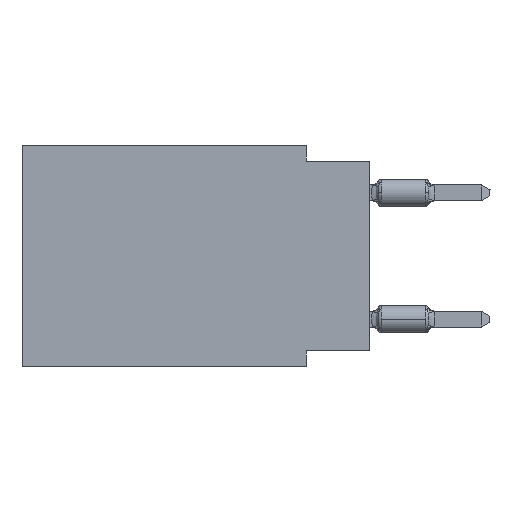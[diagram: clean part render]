
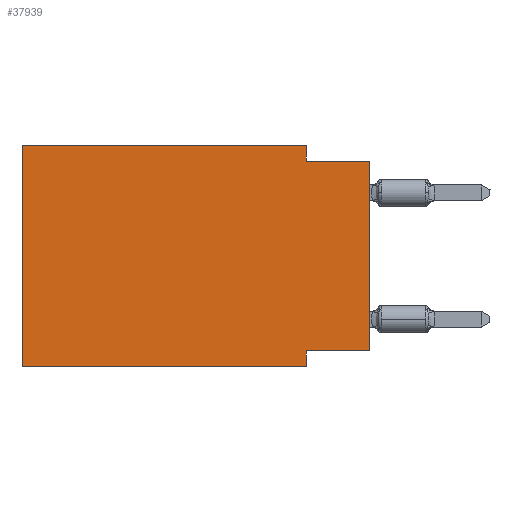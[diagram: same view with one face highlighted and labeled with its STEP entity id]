
A CAD part, left-side view. The second image highlights one B-rep face of the part: STEP entity #37939.
In plain terms, the highlighted planar face has unit normal (-1, 0, 0).
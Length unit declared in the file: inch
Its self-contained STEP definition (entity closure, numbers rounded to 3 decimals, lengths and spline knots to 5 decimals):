
#397 = EDGE_CURVE ( 'NONE', #20458, #17347, #26445, .T. ) ;
#628 = FACE_OUTER_BOUND ( 'NONE', #19205, .T. ) ;
#1097 = LINE ( 'NONE', #1295, #6538 ) ;
#1295 = CARTESIAN_POINT ( 'NONE',  ( 0., 0.1, -0.35 ) ) ;
#1340 = CARTESIAN_POINT ( 'NONE',  ( 0., 0.55, -0.35 ) ) ;
#1355 = ORIENTED_EDGE ( 'NONE', *, *, #5138, .F. ) ;
#1494 = LINE ( 'NONE', #7096, #3617 ) ;
#2395 = EDGE_CURVE ( 'NONE', #14066, #20458, #24515, .T. ) ;
#3005 = EDGE_CURVE ( 'NONE', #30135, #21606, #26764, .T. ) ;
#3617 = VECTOR ( 'NONE', #7280, 39.37008 ) ;
#5138 = EDGE_CURVE ( 'NONE', #27188, #12054, #1097, .T. ) ;
#5633 = ORIENTED_EDGE ( 'NONE', *, *, #2395, .F. ) ;
#6538 = VECTOR ( 'NONE', #7268, 39.37008 ) ;
#6578 = ORIENTED_EDGE ( 'NONE', *, *, #34494, .T. ) ;
#7096 = CARTESIAN_POINT ( 'NONE',  ( 0., 0., 0. ) ) ;
#7258 = CARTESIAN_POINT ( 'NONE',  ( 0., 0., -0.325 ) ) ;
#7268 = DIRECTION ( 'NONE',  ( 0., 0., -1. ) ) ;
#7280 = DIRECTION ( 'NONE',  ( 0., 0., 1. ) ) ;
#9043 = ORIENTED_EDGE ( 'NONE', *, *, #29004, .T. ) ;
#9913 = AXIS2_PLACEMENT_3D ( 'NONE', #33095, #27270, #29632 ) ;
#12054 = VERTEX_POINT ( 'NONE', #34489 ) ;
#14066 = VERTEX_POINT ( 'NONE', #28372 ) ;
#14093 = VECTOR ( 'NONE', #18510, 39.37008 ) ;
#14429 = VECTOR ( 'NONE', #33978, 39.37008 ) ;
#14678 = EDGE_CURVE ( 'NONE', #16669, #27188, #18440, .T. ) ;
#16579 = CARTESIAN_POINT ( 'NONE',  ( 0., 0.1, 0. ) ) ;
#16669 = VERTEX_POINT ( 'NONE', #7258 ) ;
#17194 = VECTOR ( 'NONE', #24245, 39.37008 ) ;
#17347 = VERTEX_POINT ( 'NONE', #34660 ) ;
#18253 = ORIENTED_EDGE ( 'NONE', *, *, #14678, .F. ) ;
#18440 = LINE ( 'NONE', #21911, #17194 ) ;
#18510 = DIRECTION ( 'NONE',  ( 0., -1., 0. ) ) ;
#18678 = CARTESIAN_POINT ( 'NONE',  ( 0., 0.1, -0.025 ) ) ;
#19205 = EDGE_LOOP ( 'NONE', ( #6578, #22517, #5633, #36331, #35990, #9043, #1355, #18253 ) ) ;
#20458 = VERTEX_POINT ( 'NONE', #18678 ) ;
#21063 = DIRECTION ( 'NONE',  ( 0., -1., 0. ) ) ;
#21606 = VERTEX_POINT ( 'NONE', #34164 ) ;
#21911 = CARTESIAN_POINT ( 'NONE',  ( 0., 0., -0.325 ) ) ;
#22517 = ORIENTED_EDGE ( 'NONE', *, *, #397, .F. ) ;
#22534 = VECTOR ( 'NONE', #28195, 39.37008 ) ;
#23304 = DIRECTION ( 'NONE',  ( 0., 0., 1. ) ) ;
#23860 = EDGE_CURVE ( 'NONE', #21606, #14066, #32616, .T. ) ;
#24245 = DIRECTION ( 'NONE',  ( 0., 1., 0. ) ) ;
#24515 = LINE ( 'NONE', #16579, #14429 ) ;
#26445 = LINE ( 'NONE', #29542, #31574 ) ;
#26764 = LINE ( 'NONE', #32754, #31708 ) ;
#27188 = VERTEX_POINT ( 'NONE', #27648 ) ;
#27270 = DIRECTION ( 'NONE',  ( 1., 0., 0. ) ) ;
#27648 = CARTESIAN_POINT ( 'NONE',  ( 0., 0.1, -0.325 ) ) ;
#28195 = DIRECTION ( 'NONE',  ( 0., -1., 0. ) ) ;
#28204 = CARTESIAN_POINT ( 'NONE',  ( 0., 0.55, -0.35 ) ) ;
#28372 = CARTESIAN_POINT ( 'NONE',  ( 0., 0.1, 0. ) ) ;
#29004 = EDGE_CURVE ( 'NONE', #30135, #12054, #34187, .T. ) ;
#29542 = CARTESIAN_POINT ( 'NONE',  ( 0., 0., -0.025 ) ) ;
#29632 = DIRECTION ( 'NONE',  ( 0., 0., -1. ) ) ;
#29999 = PLANE ( 'NONE',  #9913 ) ;
#30135 = VERTEX_POINT ( 'NONE', #28204 ) ;
#31574 = VECTOR ( 'NONE', #21063, 39.37008 ) ;
#31708 = VECTOR ( 'NONE', #23304, 39.37008 ) ;
#32616 = LINE ( 'NONE', #36096, #14093 ) ;
#32754 = CARTESIAN_POINT ( 'NONE',  ( 0., 0.55, 0. ) ) ;
#33095 = CARTESIAN_POINT ( 'NONE',  ( 0., 0.55, 0. ) ) ;
#33978 = DIRECTION ( 'NONE',  ( 0., 0., -1. ) ) ;
#34164 = CARTESIAN_POINT ( 'NONE',  ( 0., 0.55, 0. ) ) ;
#34187 = LINE ( 'NONE', #1340, #22534 ) ;
#34489 = CARTESIAN_POINT ( 'NONE',  ( 0., 0.1, -0.35 ) ) ;
#34494 = EDGE_CURVE ( 'NONE', #16669, #17347, #1494, .T. ) ;
#34660 = CARTESIAN_POINT ( 'NONE',  ( 0., 0., -0.025 ) ) ;
#35990 = ORIENTED_EDGE ( 'NONE', *, *, #3005, .F. ) ;
#36096 = CARTESIAN_POINT ( 'NONE',  ( 0., 0.55, 0. ) ) ;
#36331 = ORIENTED_EDGE ( 'NONE', *, *, #23860, .F. ) ;
#37939 = ADVANCED_FACE ( 'NONE', ( #628 ), #29999, .F. ) ;
